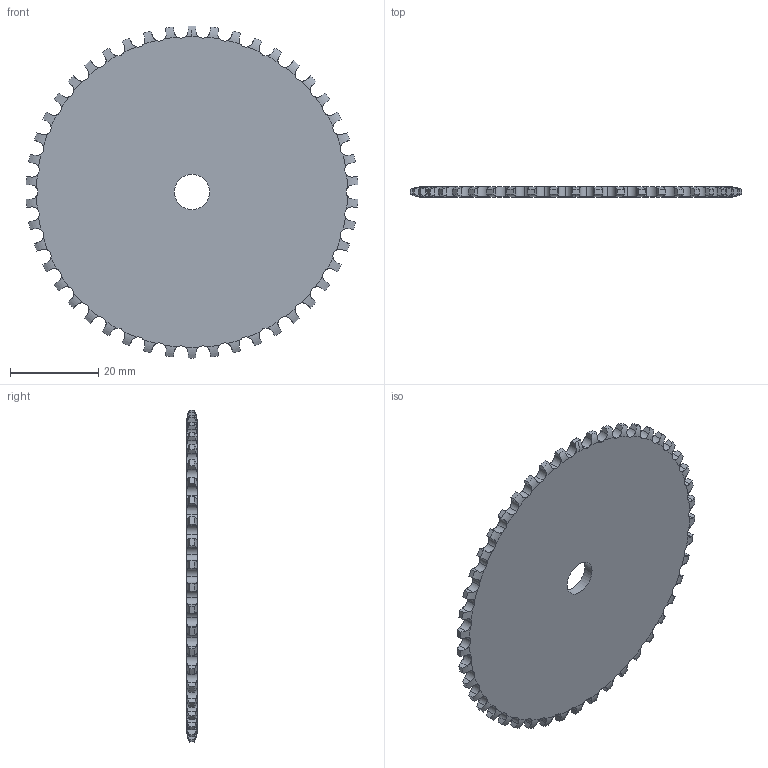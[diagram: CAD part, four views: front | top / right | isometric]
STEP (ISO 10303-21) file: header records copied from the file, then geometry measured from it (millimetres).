
FILE_DESCRIPTION(('FreeCAD Model'),'2;1');
FILE_NAME('Open CASCADE Shape Model','2021-12-27T17:15:09',('FreeCAD'),( 'FreeCAD'),'Open CASCADE STEP processor 7.4','FreeCAD','Unknown');
FILE_SCHEMA(('AUTOMOTIVE_DESIGN { 1 0 10303 214 1 1 1 1 }'));
Products named in the file (1): Open CASCADE STEP translator 7.4 125
Bounding box: 75.32 x 2.3 x 75.4 mm (x, y, z)
Volume: 9284.5 mm3; surface area: 8965.9 mm2
Topology: 1 solids, 1 shells, 419 faces, 1251 edges, 834 vertices
Faces by surface type: cylinder 231, plane 94, revolution 94
Full cylindrical faces by diameter (mm): 8 x1
Entity records: 43381 total; most frequent: CARTESIAN_POINT 20299, DIRECTION 3818, ORIENTED_EDGE 2502, PCURVE 2502, DEFINITIONAL_REPRESENTATION 2502, LINE 1993, VECTOR 1993, EDGE_CURVE 1251
